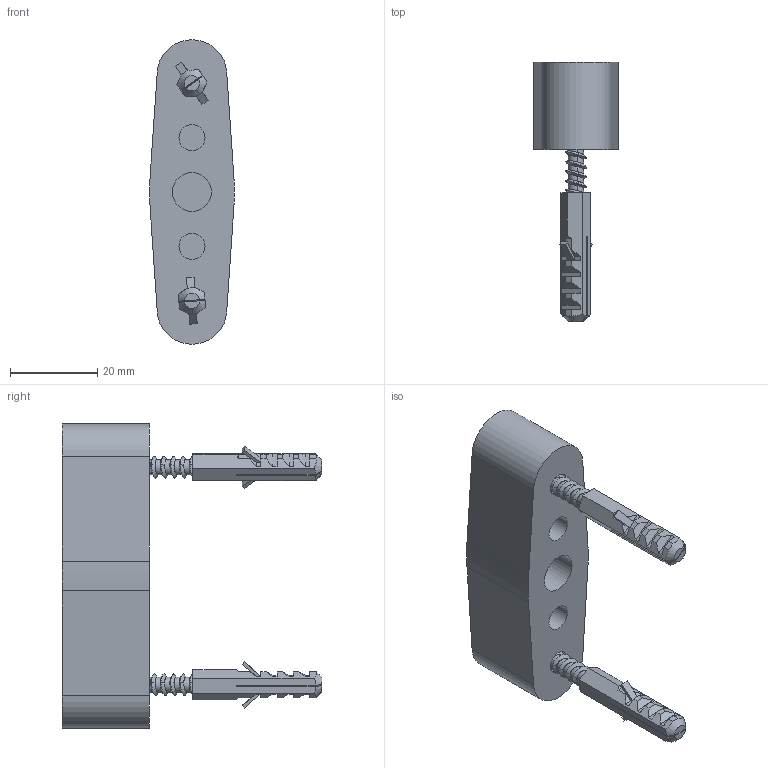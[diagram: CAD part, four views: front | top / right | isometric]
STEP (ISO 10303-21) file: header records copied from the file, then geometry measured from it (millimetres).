
FILE_DESCRIPTION (( 'STEP AP203' ), '1' );
FILE_NAME ('1.33.U54.STEP', '2019-06-04T11:13:54', ( '' ), ( '' ), 'SwSTEP 2.0', 'SolidWorks 2018', '' );
FILE_SCHEMA (( 'CONFIG_CONTROL_DESIGN' ));
Length unit declared in the file: millimetre
Products named in the file (1): 1.33.U54
Bounding box: 19.49 x 59.6 x 70 mm (x, y, z)
Volume: 23276 mm3; surface area: 10763.1 mm2
Topology: 5 solids, 5 shells, 364 faces, 999 edges, 644 vertices
Faces by surface type: plane 187, cone 110, cylinder 67
Entity records: 12782 total; most frequent: CARTESIAN_POINT 3782, ORIENTED_EDGE 1990, DIRECTION 1727, EDGE_CURVE 995, VERTEX_POINT 644, AXIS2_PLACEMENT_3D 605, VECTOR 517, LINE 517
